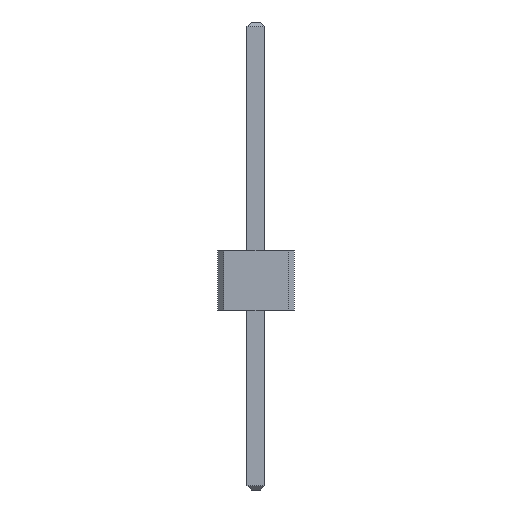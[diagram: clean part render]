
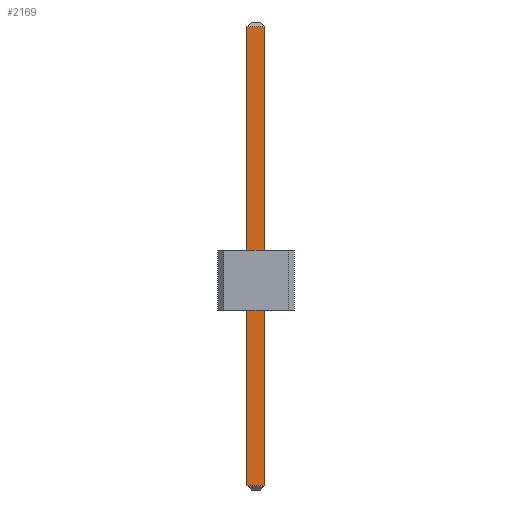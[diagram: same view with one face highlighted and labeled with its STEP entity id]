
A CAD part, front view. The second image highlights one B-rep face of the part: STEP entity #2169.
In plain terms, the highlighted planar face has unit normal (0, -1, 0).
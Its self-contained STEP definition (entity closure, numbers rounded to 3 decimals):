
#13=DIRECTION('',(0.,0.,1.));
#27=VECTOR('',#13,1.);
#67=DIRECTION('',(1.,0.,0.));
#1010=VECTOR('',#67,1.);
#1021=DIRECTION('',(0.,1.,0.));
#2146=EDGE_CURVE('',#2147,#2149,#2151,.T.);
#2147=VERTEX_POINT('',#2148);
#2148=CARTESIAN_POINT('',(-0.15,-16.15,-2.925));
#2149=VERTEX_POINT('',#2150);
#2150=CARTESIAN_POINT('',(-0.15,-16.15,4.725));
#2151=LINE('',#2152,#27);
#2152=CARTESIAN_POINT('',(-0.15,-16.15,-3.));
#2169=ADVANCED_FACE('',(#2170),#2187,.F.);
#2170=FACE_BOUND('',#2171,.F.);
#2171=EDGE_LOOP('',(#2172,#2180,#2183,#2184));
#2172=ORIENTED_EDGE('',*,*,#2173,.F.);
#2173=EDGE_CURVE('',#2174,#2176,#2178,.T.);
#2174=VERTEX_POINT('',#2175);
#2175=CARTESIAN_POINT('',(0.15,-16.15,-2.925));
#2176=VERTEX_POINT('',#2177);
#2177=CARTESIAN_POINT('',(0.15,-16.15,4.725));
#2178=LINE('',#2179,#27);
#2179=CARTESIAN_POINT('',(0.15,-16.15,-3.));
#2180=ORIENTED_EDGE('',*,*,#2181,.F.);
#2181=EDGE_CURVE('',#2147,#2174,#2182,.T.);
#2182=LINE('',#2148,#1010);
#2183=ORIENTED_EDGE('',*,*,#2146,.T.);
#2184=ORIENTED_EDGE('',*,*,#2185,.T.);
#2185=EDGE_CURVE('',#2149,#2176,#2186,.T.);
#2186=LINE('',#2150,#1010);
#2187=PLANE('',#2188);
#2188=AXIS2_PLACEMENT_3D('',#2152,#1021,#13);
